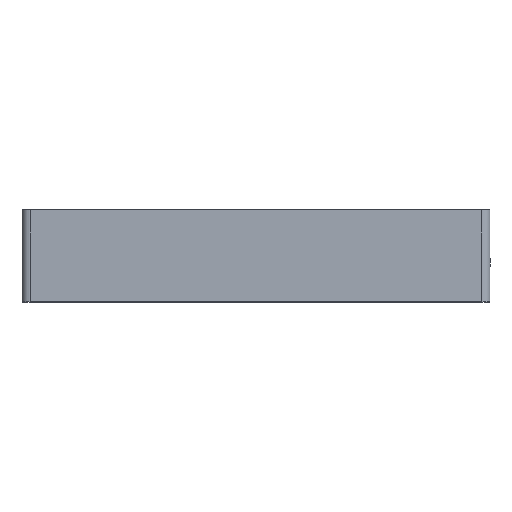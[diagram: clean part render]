
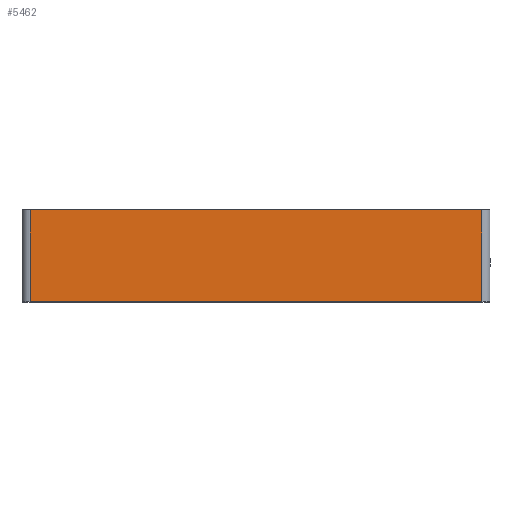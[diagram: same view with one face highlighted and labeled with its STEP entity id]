
A CAD part, top view. The second image highlights one B-rep face of the part: STEP entity #5462.
In plain terms, the highlighted planar face has unit normal (0, 0, 1).
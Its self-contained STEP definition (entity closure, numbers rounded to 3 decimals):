
#304=PLANE('',#5862);
#485=FACE_OUTER_BOUND('',#794,.T.);
#794=EDGE_LOOP('',(#3963,#3964,#3965,#3966));
#1122=LINE('',#8258,#1618);
#1165=LINE('',#8440,#1661);
#1187=LINE('',#8516,#1683);
#1188=LINE('',#8517,#1684);
#1618=VECTOR('',#6430,10.);
#1661=VECTOR('',#6571,10.);
#1683=VECTOR('',#6631,10.);
#1684=VECTOR('',#6632,10.);
#2314=VERTEX_POINT('',#8255);
#2315=VERTEX_POINT('',#8257);
#2405=VERTEX_POINT('',#8439);
#2428=VERTEX_POINT('',#8515);
#2909=EDGE_CURVE('',#2314,#2315,#1122,.T.);
#3000=EDGE_CURVE('',#2315,#2405,#1165,.T.);
#3033=EDGE_CURVE('',#2314,#2428,#1187,.T.);
#3034=EDGE_CURVE('',#2405,#2428,#1188,.T.);
#3963=ORIENTED_EDGE('',*,*,#3033,.T.);
#3964=ORIENTED_EDGE('',*,*,#3034,.F.);
#3965=ORIENTED_EDGE('',*,*,#3000,.F.);
#3966=ORIENTED_EDGE('',*,*,#2909,.F.);
#5462=ADVANCED_FACE('',(#485),#304,.F.);
#5862=AXIS2_PLACEMENT_3D('',#8514,#6629,#6630);
#6430=DIRECTION('',(-1.,0.,0.));
#6571=DIRECTION('',(0.,1.,0.));
#6629=DIRECTION('center_axis',(0.,0.,
-1.));
#6630=DIRECTION('ref_axis',(1.,0.,0.));
#6631=DIRECTION('',(0.,1.,0.));
#6632=DIRECTION('',(1.,0.,0.));
#8255=CARTESIAN_POINT('',(183.5,349.,-58.096));
#8257=CARTESIAN_POINT('',(70.5,349.,-58.096));
#8258=CARTESIAN_POINT('',(183.5,349.,-58.096));
#8439=CARTESIAN_POINT('',(70.5,372.,-58.096));
#8440=CARTESIAN_POINT('',(70.5,372.,-58.096));
#8514=CARTESIAN_POINT('Origin',(68.5,372.,-58.096));
#8515=CARTESIAN_POINT('',(183.5,372.,-58.096));
#8516=CARTESIAN_POINT('',(183.5,372.,-58.096));
#8517=CARTESIAN_POINT('',(97.75,372.,-58.096));
